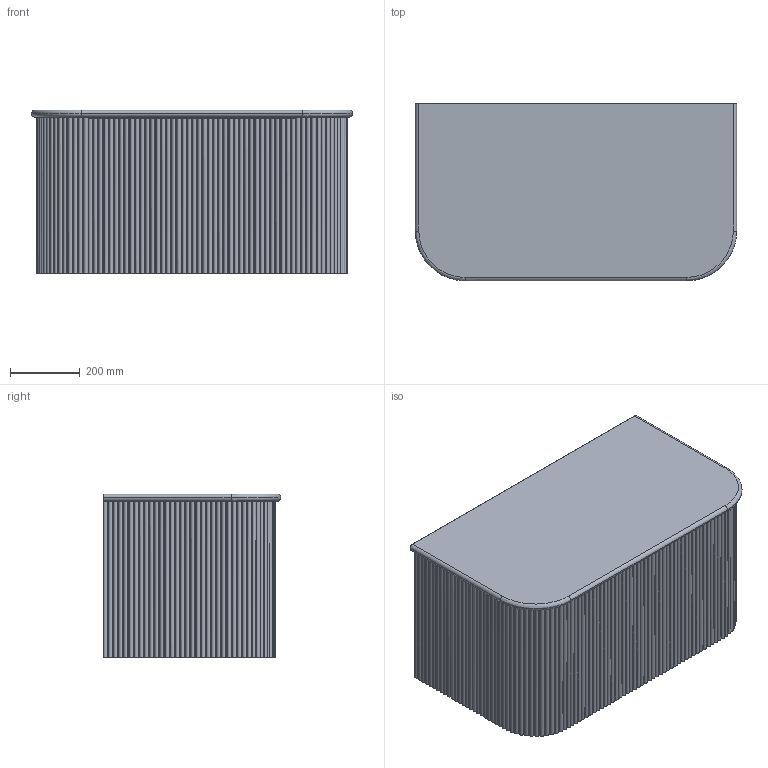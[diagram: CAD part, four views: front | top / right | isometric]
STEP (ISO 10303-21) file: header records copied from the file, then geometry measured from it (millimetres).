
FILE_DESCRIPTION(/* description */ (''),/* implementation_level */ '2;1');
FILE_NAME(/* name */ 'Kado Neue Fluted Double Curve 900 (20MM)',/* time_stamp */ '2025-07-09T15:06:09+10:00',/* author */ (''),/* organization */ (''),/* preprocessor_version */ 'ST-DEVELOPER v16.5',/* originating_system */ '',/* authorisation */ '');
FILE_SCHEMA (('AUTOMOTIVE_DESIGN'));
Length unit declared in the file: millimetre
Products named in the file (12): Document; Kado Neue Fluted Double Curve 900 (20MM); Kado Neue Fluted Double Curve ALL1819; Kado Neue Fluted Double Curve 90015; Kado Neue Fluted Panel 595111213; Kado Neue Fluted Panel 59545; Kado Neue Fluted End789; Kado Neue Fluted Carcass 9002; Kado Neue Fluted Double Curve ALL BENCHTOPS1617; Kado Neue Fluted Double Curve Benchtop (20MM) ALL14; Kado Neue Fluted Double Curve 900 Benchtop (20MM)10; Kado Neue Fluted Double Curve 900 Benchtop (20MM)
Assembly tree (12 placements, depth 6):
  Document
    Kado Neue Fluted Double Curve 900 (20MM)
      Kado Neue Fluted Double Curve ALL1819
        Kado Neue Fluted Double Curve 90015
          Kado Neue Fluted Panel 595111213
            Kado Neue Fluted Panel 59545
          Kado Neue Fluted End789  x2
          Kado Neue Fluted Carcass 9002
      Kado Neue Fluted Double Curve ALL BENCHTOPS1617
        Kado Neue Fluted Double Curve Benchtop (20MM) ALL14
          Kado Neue Fluted Double Curve 900 Benchtop (20MM)10
            Kado Neue Fluted Double Curve 900 Benchtop (20MM)
Bounding box: 922 x 510.05 x 470 mm (x, y, z)
Volume: 90551528.2 mm3; surface area: 6254451.7 mm2
Topology: 11 solids, 11 shells, 571 faces, 1637 edges, 1088 vertices
Faces by surface type: cylinder 378, plane 185, bspline 8
Entity records: 12327 total; most frequent: CARTESIAN_POINT 4845, ORIENTED_EDGE 2218, EDGE_CURVE 1109, VERTEX_POINT 736, B_SPLINE_CURVE_WITH_KNOTS 593, DIRECTION 439, AXIS2_PLACEMENT_3D 411, ADVANCED_FACE 391
